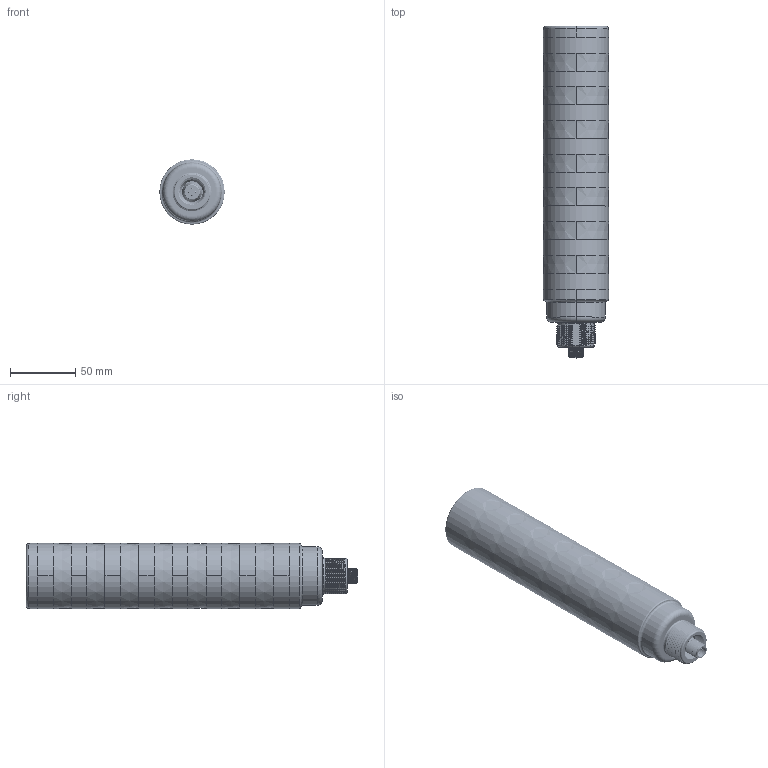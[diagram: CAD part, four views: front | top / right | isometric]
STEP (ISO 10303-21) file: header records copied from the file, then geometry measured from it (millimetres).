
FILE_DESCRIPTION((''),'2;1');
FILE_NAME('205838_ASM','2018-04-27T',('pdmadmin'),('BANNER ENGINEERING'),'CREO PARAMETRIC BY PTC INC, 2016260','CREO PARAMETRIC BY PTC INC, 2016260','');
FILE_SCHEMA(('CONFIG_CONTROL_DESIGN'));
Products named in the file (7): 159072; 141960; 188201; 158231_WEB; 158948; 158946; 205838_ASM
Assembly tree (19 placements, depth 2):
  205838_ASM
    159072
    141960
    188201
    158231_WEB  x8
    158948  x7
    158946
Bounding box: 50 x 254.15 x 50 mm (x, y, z)
Volume: 144357.7 mm3; surface area: 170209.2 mm2
Topology: 19 solids, 19 shells, 2745 faces, 7216 edges, 4709 vertices
Faces by surface type: plane 1460, cylinder 723, cone 306, bspline 194, torus 62
Entity records: 58541 total; most frequent: CARTESIAN_POINT 39263, ORIENTED_EDGE 4200, DIRECTION 3655, EDGE_CURVE 2100, VERTEX_POINT 1355, AXIS2_PLACEMENT_3D 1341, VECTOR 973, LINE 973
